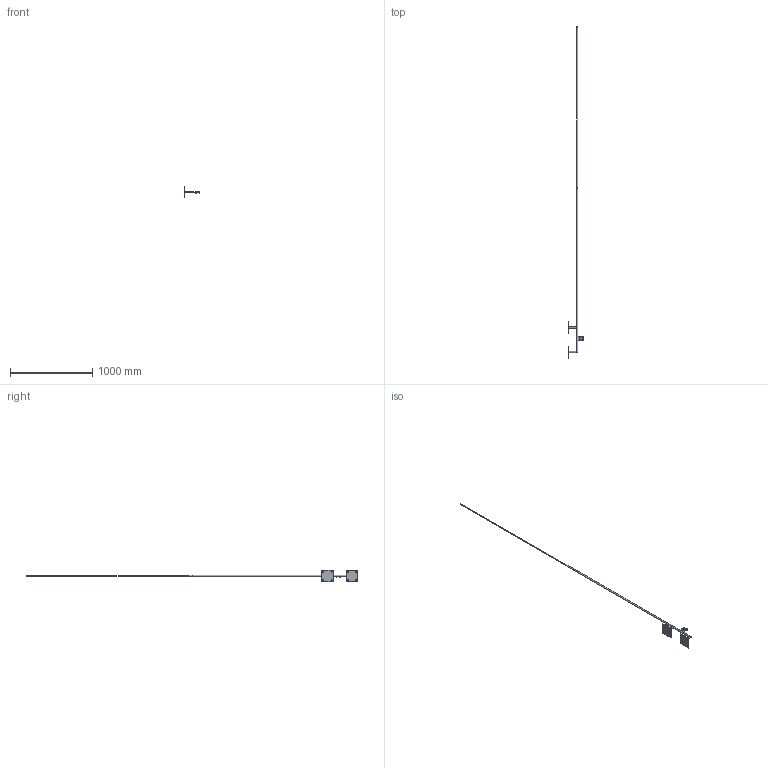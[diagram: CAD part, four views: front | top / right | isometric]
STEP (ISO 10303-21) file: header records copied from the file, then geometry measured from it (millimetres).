
FILE_DESCRIPTION(/* description */ (''),/* implementation_level */ '2;1');
FILE_NAME(/* name */ '501090 MKSR H4.stp',/* time_stamp */ '2023-05-18T14:29:11+03:00',/* author */ ('man37'),/* organization */ (''),/* preprocessor_version */ 'ST-DEVELOPER v19.2',/* originating_system */ 'Autodesk Inventor 2023',/* authorisation */ '');
FILE_SCHEMA (('AUTOMOTIVE_DESIGN { 1 0 10303 214 3 1 1 }'));
Length unit declared in the file: millimetre
Products named in the file (12): 501080 MKSR H3; Держатель мачтовый; Пластина для 
полосы 30мм; Пластина под пруток 
51-51 с круглыми отверстиями; DIN 933 - M6  x 20; DIN 934 - M6; 501080.01 Нижний шпиль 
L1000-16мм; 501080.02 Верхний шпиль 
L2000 12мм; 501080.03 Наконечник 
D12мм; 501080.05 Пятка 142Х1
42х3; 501080.04; DIN 934 - M12
Assembly tree (19 placements, depth 3):
  501080 MKSR H3
    Держатель мачтовый
      Пластина для 
полосы 30мм
      Пластина под пруток 
51-51 с круглыми отверстиями
      DIN 933 - M6  x 20  x4
      DIN 934 - M6  x4
    501080.01 Нижний шпиль 
L1000-16мм
    501080.02 Верхний шпиль 
L2000 12мм
    501080.03 Наконечник 
D12мм
    501080.05 Пятка 142Х1
42х3  x2
    501080.04  x2
    DIN 934 - M12
Bounding box: 194 x 4033 x 142 mm (x, y, z)
Volume: 802433 mm3; surface area: 292917.1 mm2
Topology: 18 solids, 18 shells, 221 faces, 468 edges, 291 vertices
Faces by surface type: plane 124, cone 53, cylinder 44
Full cylindrical faces by diameter (mm): 4.917 x4, 5.459 x4, 6 x12, 8.7 x4, 10.106 x1, 11 x8, 12 x2, 16 x3
Entity records: 3327 total; most frequent: CARTESIAN_POINT 568, DIRECTION 532, ORIENTED_EDGE 442, EDGE_CURVE 221, AXIS2_PLACEMENT_3D 210, VERTEX_POINT 138, EDGE_LOOP 137, LINE 112
